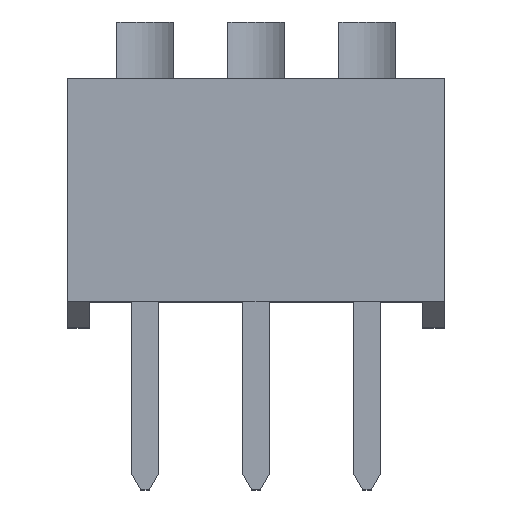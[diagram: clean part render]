
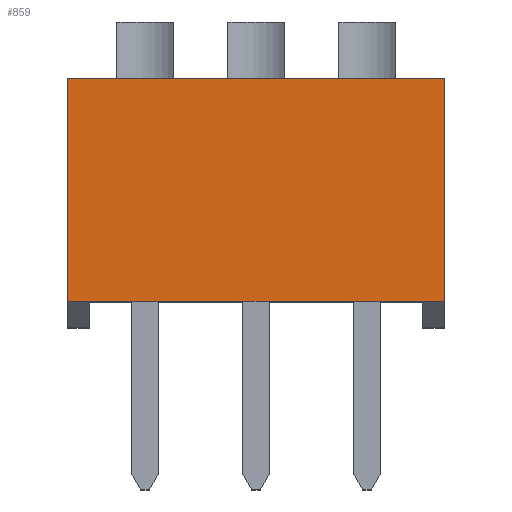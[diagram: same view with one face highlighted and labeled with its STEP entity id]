
A CAD part, top view. The second image highlights one B-rep face of the part: STEP entity #859.
In plain terms, the highlighted planar face has unit normal (0, 0, 1).
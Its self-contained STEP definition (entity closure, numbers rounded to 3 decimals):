
#461 = EDGE_CURVE ( 'NONE', #466, #486, #4392, .T. ) ;
#466 = VERTEX_POINT ( 'NONE', #4417 ) ;
#486 = VERTEX_POINT ( 'NONE', #4425 ) ;
#785 = EDGE_CURVE ( 'NONE', #466, #2128, #5415, .T. ) ;
#787 = ORIENTED_EDGE ( 'NONE', *, *, #785, .T. ) ;
#843 = EDGE_CURVE ( 'NONE', #486, #2078, #5609, .T. ) ;
#849 = EDGE_LOOP ( 'NONE', ( #787, #856, #853, #860 ) ) ;
#853 = ORIENTED_EDGE ( 'NONE', *, *, #843, .F. ) ;
#856 = ORIENTED_EDGE ( 'NONE', *, *, #2122, .T. ) ;
#859 = ADVANCED_FACE ( 'NONE', ( #5661 ), #5649, .F. ) ;
#860 = ORIENTED_EDGE ( 'NONE', *, *, #461, .F. ) ;
#2078 = VERTEX_POINT ( 'NONE', #11987 ) ;
#2122 = EDGE_CURVE ( 'NONE', #2128, #2078, #12125, .T. ) ;
#2128 = VERTEX_POINT ( 'NONE', #12109 ) ;
#4370 = DIRECTION ( 'NONE',  ( 1., 0., 0. ) ) ;
#4371 = VECTOR ( 'NONE', #4370, 1000. ) ;
#4391 = CARTESIAN_POINT ( 'NONE',  ( -1.77, 5.7, 1.14 ) ) ;
#4392 = LINE ( 'NONE', #4391, #4371 ) ;
#4417 = CARTESIAN_POINT ( 'NONE',  ( -1.77, 5.7, 1.14 ) ) ;
#4425 = CARTESIAN_POINT ( 'NONE',  ( 6.85, 5.7, 1.14 ) ) ;
#5414 = CARTESIAN_POINT ( 'NONE',  ( -1.77, 5.7, 1.14 ) ) ;
#5415 = LINE ( 'NONE', #5414, #5441 ) ;
#5440 = DIRECTION ( 'NONE',  ( 0., -1., 0. ) ) ;
#5441 = VECTOR ( 'NONE', #5440, 1000. ) ;
#5606 = DIRECTION ( 'NONE',  ( 0., -1., 0. ) ) ;
#5607 = VECTOR ( 'NONE', #5606, 1000. ) ;
#5608 = CARTESIAN_POINT ( 'NONE',  ( 6.85, 5.7, 1.14 ) ) ;
#5609 = LINE ( 'NONE', #5608, #5607 ) ;
#5640 = AXIS2_PLACEMENT_3D ( 'NONE', #5700, #5699, #5698 ) ;
#5649 = PLANE ( 'NONE',  #5640 ) ;
#5661 = FACE_OUTER_BOUND ( 'NONE', #849, .T. ) ;
#5698 = DIRECTION ( 'NONE',  ( -1., 0., 0. ) ) ;
#5699 = DIRECTION ( 'NONE',  ( 0., 0., -1. ) ) ;
#5700 = CARTESIAN_POINT ( 'NONE',  ( -1.77, 5.7, 1.14 ) ) ;
#11987 = CARTESIAN_POINT ( 'NONE',  ( 6.85, 0.6, 1.14 ) ) ;
#12074 = CARTESIAN_POINT ( 'NONE',  ( -7.812, 0.6, 1.14 ) ) ;
#12109 = CARTESIAN_POINT ( 'NONE',  ( -1.77, 0.6, 1.14 ) ) ;
#12118 = DIRECTION ( 'NONE',  ( 1., 0., 0. ) ) ;
#12119 = VECTOR ( 'NONE', #12118, 1000. ) ;
#12125 = LINE ( 'NONE', #12074, #12119 ) ;
